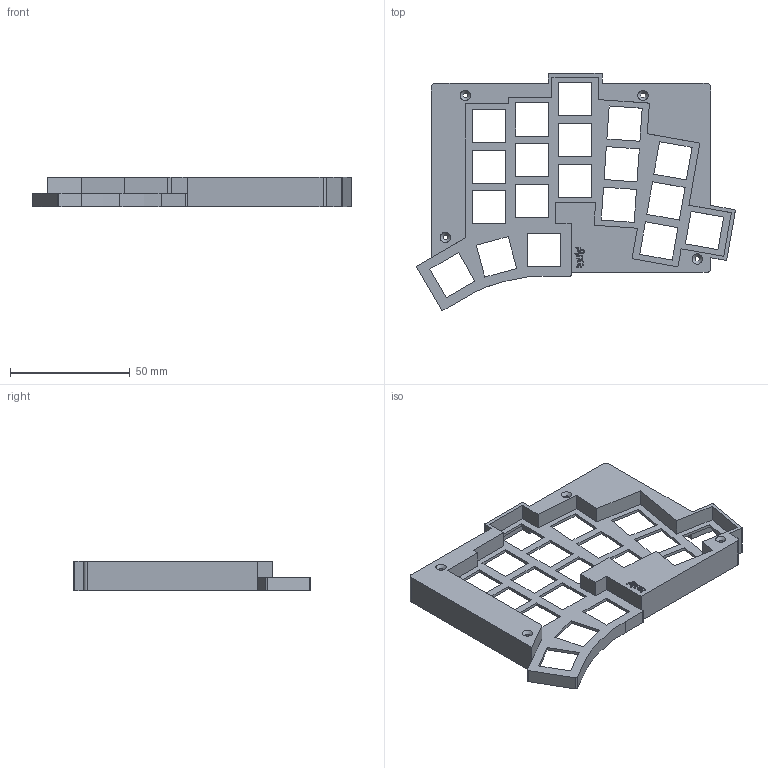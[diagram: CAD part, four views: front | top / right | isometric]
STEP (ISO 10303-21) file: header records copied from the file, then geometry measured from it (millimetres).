
FILE_DESCRIPTION(/* description */ (''),/* implementation_level */ '2;1');
FILE_NAME(/* name */ 'TOTEM_case_ble_top_R_V.08 v2.step',/* time_stamp */ '2024-12-28T19:13:59+01:00',/* author */ (''),/* organization */ (''),/* preprocessor_version */ 'ST-DEVELOPER v20',/* originating_system */ 'Autodesk Translation Framework v13.20.0.188',/* authorisation */ '');
FILE_SCHEMA (('AUTOMOTIVE_DESIGN { 1 0 10303 214 3 1 1 }'));
Length unit declared in the file: millimetre
Products named in the file (1): TOTEM case_v08_7mm_keeb_usb
Bounding box: 133.1 x 99.01 x 12.5 mm (x, y, z)
Volume: 18977.4 mm3; surface area: 27646.2 mm2
Topology: 1 solids, 1 shells, 453 faces, 1247 edges, 826 vertices
Faces by surface type: plane 362, bspline 43, cylinder 37, cone 11
Full cylindrical faces by diameter (mm): 2 x4, 3.2 x4
Entity records: 14625 total; most frequent: CARTESIAN_POINT 3161, ORIENTED_EDGE 2494, DIRECTION 2070, EDGE_CURVE 1247, LINE 1074, VECTOR 1074, VERTEX_POINT 826, EDGE_LOOP 529
